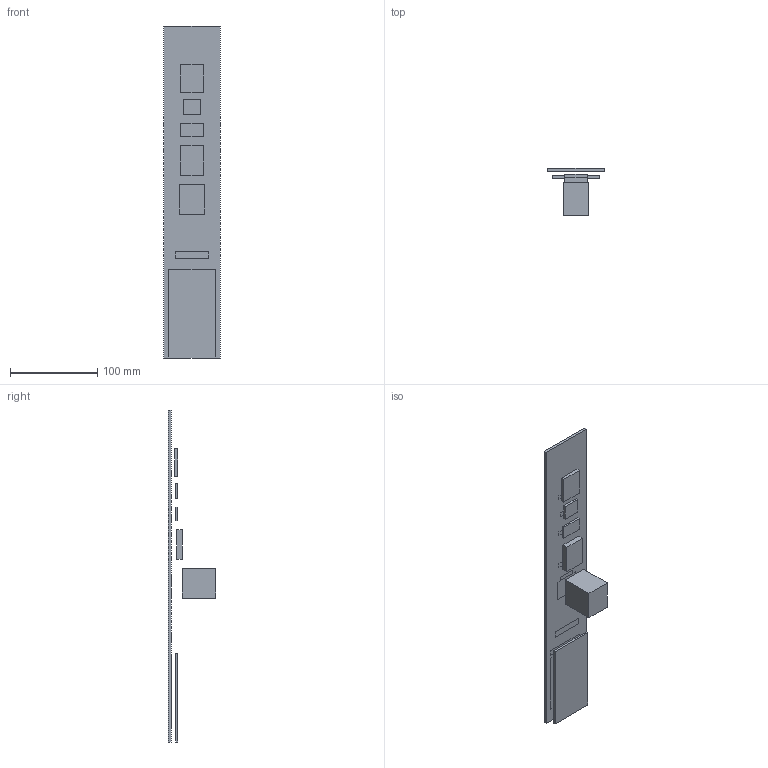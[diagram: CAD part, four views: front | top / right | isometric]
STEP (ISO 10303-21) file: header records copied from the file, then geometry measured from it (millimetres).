
FILE_DESCRIPTION(('FreeCAD Model'),'2;1');
FILE_NAME('R5.step', '2019-02-19T14:11:49',('Author'),(''), 'Open CASCADE STEP processor 7.2','FreeCAD','Unknown');
FILE_SCHEMA(('AUTOMOTIVE_DESIGN { 1 0 10303 214 1 1 1 1 }'));
Length unit declared in the file: millimetre
Products named in the file (11): ATop; XOR009; XOR003; Fusion; Camera; Accel; SD_Card; Altimiter; GPS; Base; Arduino
Bounding box: 65.02 x 53.98 x 381 mm (x, y, z)
Volume: 289930.6 mm3; surface area: 181658.7 mm2
Topology: 11 solids, 11 shells, 134 faces, 332 edges, 220 vertices
Faces by surface type: plane 134
Entity records: 8545 total; most frequent: CARTESIAN_POINT 1359, DIRECTION 1258, LINE 988, VECTOR 988, ORIENTED_EDGE 664, PCURVE 664, DEFINITIONAL_REPRESENTATION 664, EDGE_CURVE 332
